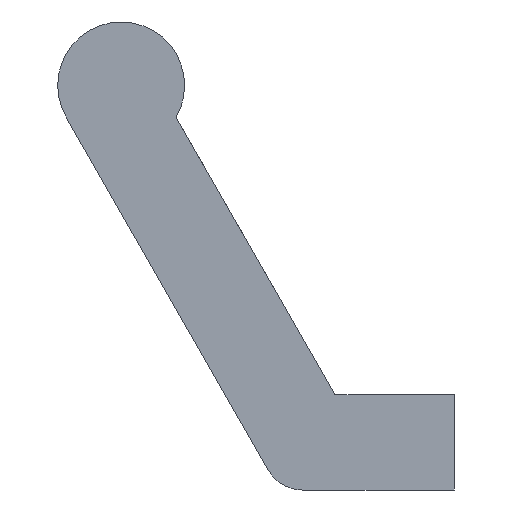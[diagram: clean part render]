
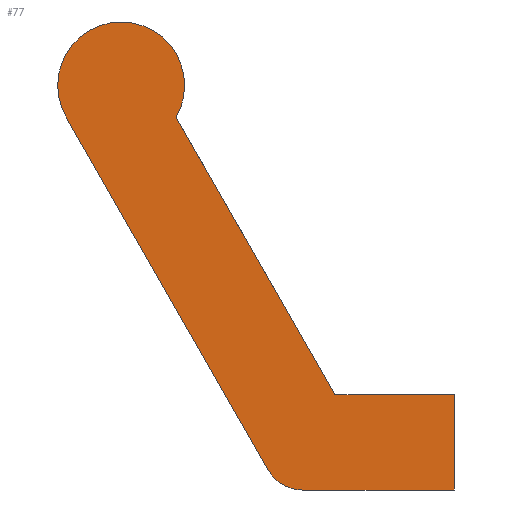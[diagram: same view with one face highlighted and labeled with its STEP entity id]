
A CAD part, left-side view. The second image highlights one B-rep face of the part: STEP entity #77.
In plain terms, the highlighted planar face has unit normal (-1, 0, 0).
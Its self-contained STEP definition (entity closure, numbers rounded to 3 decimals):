
#77 = ADVANCED_FACE( '', ( #159 ), #160, .F. );
#159 = FACE_OUTER_BOUND( '', #233, .T. );
#160 = PLANE( '', #234 );
#233 = EDGE_LOOP( '', ( #377, #378, #379, #380, #381, #382, #383 ) );
#234 = AXIS2_PLACEMENT_3D( '', #384, #385, #386 );
#377 = ORIENTED_EDGE( '', *, *, #400, .F. );
#378 = ORIENTED_EDGE( '', *, *, #424, .F. );
#379 = ORIENTED_EDGE( '', *, *, #436, .F. );
#380 = ORIENTED_EDGE( '', *, *, #410, .F. );
#381 = ORIENTED_EDGE( '', *, *, #452, .F. );
#382 = ORIENTED_EDGE( '', *, *, #444, .F. );
#383 = ORIENTED_EDGE( '', *, *, #448, .F. );
#384 = CARTESIAN_POINT( '', ( 0., 42., 45. ) );
#385 = DIRECTION( '', ( 1., 0., 0. ) );
#386 = DIRECTION( '', ( 0., 0., -1. ) );
#400 = EDGE_CURVE( '', #464, #465, #466, .T. );
#410 = EDGE_CURVE( '', #482, #483, #484, .T. );
#424 = EDGE_CURVE( '', #504, #464, #505, .T. );
#436 = EDGE_CURVE( '', #483, #504, #519, .T. );
#444 = EDGE_CURVE( '', #528, #529, #530, .T. );
#448 = EDGE_CURVE( '', #465, #528, #534, .T. );
#452 = EDGE_CURVE( '', #529, #482, #538, .T. );
#464 = VERTEX_POINT( '', #552 );
#465 = VERTEX_POINT( '', #553 );
#466 = LINE( '', #554, #555 );
#482 = VERTEX_POINT( '', #574 );
#483 = VERTEX_POINT( '', #575 );
#484 = LINE( '', #576, #577 );
#504 = VERTEX_POINT( '', #603 );
#505 = CIRCLE( '', #604, 5. );
#519 = LINE( '', #623, #624 );
#528 = VERTEX_POINT( '', #634 );
#529 = VERTEX_POINT( '', #635 );
#530 = LINE( '', #636, #637 );
#534 = CIRCLE( '', #643, 8. );
#538 = LINE( '', #648, #649 );
#552 = CARTESIAN_POINT( '', ( 0., 23.441, -3.486 ) );
#553 = CARTESIAN_POINT( '', ( 0., 48.941, 41.023 ) );
#554 = CARTESIAN_POINT( '', ( 0., 23.441, -3.486 ) );
#555 = VECTOR( '', #660, 1000. );
#574 = CARTESIAN_POINT( '', ( 0., 0., 6. ) );
#575 = CARTESIAN_POINT( '', ( 0., 0., -6. ) );
#576 = CARTESIAN_POINT( '', ( 0., 0., 6. ) );
#577 = VECTOR( '', #676, 1000. );
#603 = CARTESIAN_POINT( '', ( 0., 19.102, -6. ) );
#604 = AXIS2_PLACEMENT_3D( '', #692, #693, #694 );
#623 = CARTESIAN_POINT( '', ( 0., 0., -6. ) );
#624 = VECTOR( '', #703, 1000. );
#634 = CARTESIAN_POINT( '', ( 0., 35.085, 40.977 ) );
#635 = CARTESIAN_POINT( '', ( 0., 15.045, 6. ) );
#636 = CARTESIAN_POINT( '', ( 0., 35.085, 40.977 ) );
#637 = VECTOR( '', #711, 1000. );
#643 = AXIS2_PLACEMENT_3D( '', #714, #715, #716 );
#648 = CARTESIAN_POINT( '', ( 0., 15.045, 6. ) );
#649 = VECTOR( '', #718, 1000. );
#660 = DIRECTION( '', ( 0., 0.497, 0.868 ) );
#676 = DIRECTION( '', ( 0., 0., -1. ) );
#692 = CARTESIAN_POINT( '', ( 0., 19.102, -1. ) );
#693 = DIRECTION( '', ( 1., 0., 0. ) );
#694 = DIRECTION( '', ( 0., 0., -1. ) );
#703 = DIRECTION( '', ( 0., 1., 0. ) );
#711 = DIRECTION( '', ( 0., -0.497, -0.868 ) );
#714 = CARTESIAN_POINT( '', ( 0., 42., 45. ) );
#715 = DIRECTION( '', ( 1., 0., 0. ) );
#716 = DIRECTION( '', ( 0., 0., -1. ) );
#718 = DIRECTION( '', ( 0., -1., 0. ) );
